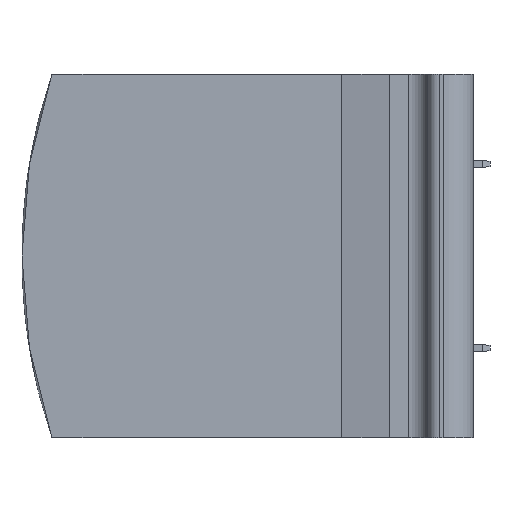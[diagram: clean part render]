
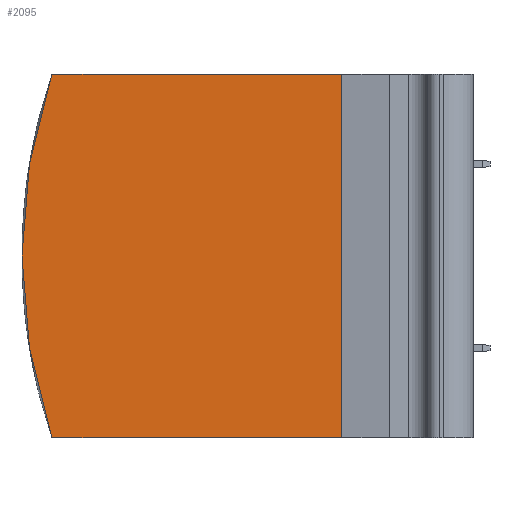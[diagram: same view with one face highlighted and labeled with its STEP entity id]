
A CAD part, left-side view. The second image highlights one B-rep face of the part: STEP entity #2095.
In plain terms, the highlighted planar face has unit normal (-1, 0, 0).
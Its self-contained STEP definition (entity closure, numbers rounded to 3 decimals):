
#39=CIRCLE('',#2242,36.981);
#273=ORIENTED_EDGE('',*,*,#837,.F.);
#274=ORIENTED_EDGE('',*,*,#809,.F.);
#275=ORIENTED_EDGE('',*,*,#797,.F.);
#276=ORIENTED_EDGE('',*,*,#826,.F.);
#797=EDGE_CURVE('',#1062,#1063,#39,.T.);
#809=EDGE_CURVE('',#1063,#1074,#1284,.T.);
#826=EDGE_CURVE('',#1087,#1062,#1297,.T.);
#837=EDGE_CURVE('',#1074,#1087,#1304,.T.);
#1062=VERTEX_POINT('',#3201);
#1063=VERTEX_POINT('',#3203);
#1074=VERTEX_POINT('',#3268);
#1087=VERTEX_POINT('',#3299);
#1284=LINE('',#3267,#1499);
#1297=LINE('',#3300,#1512);
#1304=LINE('',#3320,#1519);
#1499=VECTOR('',#2564,1000.);
#1512=VECTOR('',#2589,1000.);
#1519=VECTOR('',#2606,1000.);
#1665=EDGE_LOOP('',(#273,#274,#275,#276));
#1838=FACE_BOUND('',#1665,.T.);
#2002=PLANE('',#2257);
#2095=ADVANCED_FACE('',(#1838),#2002,.F.);
#2242=AXIS2_PLACEMENT_3D('',#3202,#2549,#2550);
#2257=AXIS2_PLACEMENT_3D('',#3319,#2604,#2605);
#2549=DIRECTION('',(1.,0.,0.));
#2550=DIRECTION('',(0.,0.,-1.));
#2564=DIRECTION('',(0.,-1.,0.));
#2589=DIRECTION('',(0.,1.,0.));
#2604=DIRECTION('',(1.,0.,0.));
#2605=DIRECTION('',(0.,0.,-1.));
#2606=DIRECTION('',(0.,0.,-1.));
#3201=CARTESIAN_POINT('',(-71.9,22.,-11.85));
#3202=CARTESIAN_POINT('',(-71.9,-13.031,0.));
#3203=CARTESIAN_POINT('',(-71.9,22.,11.85));
#3267=CARTESIAN_POINT('',(-71.9,22.,11.85));
#3268=CARTESIAN_POINT('',(-71.9,3.118,11.85));
#3299=CARTESIAN_POINT('',(-71.9,3.118,-11.85));
#3300=CARTESIAN_POINT('',(-71.9,0.,-11.85));
#3319=CARTESIAN_POINT('',(-71.9,-13.031,0.));
#3320=CARTESIAN_POINT('',(-71.9,3.118,0.));
